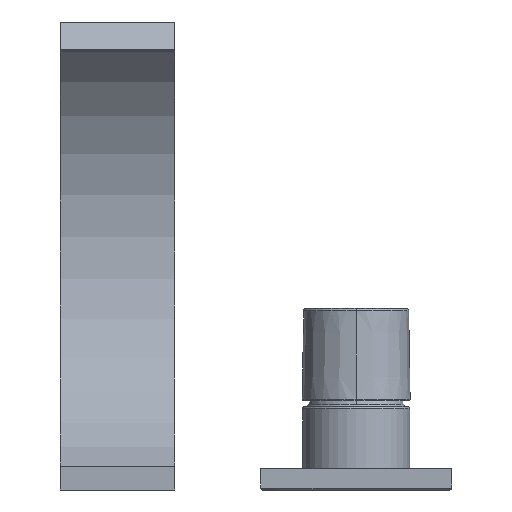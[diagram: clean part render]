
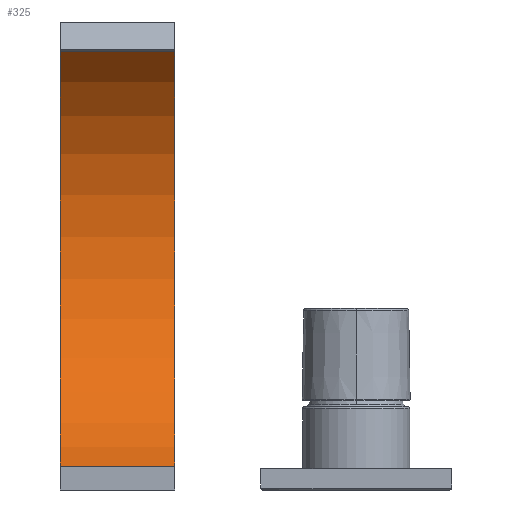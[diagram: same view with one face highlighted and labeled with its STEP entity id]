
A CAD part, front view. The second image highlights one B-rep face of the part: STEP entity #325.
In plain terms, the highlighted cylindrical face has radius 102.728 mm (diameter 205.456 mm), a partial arc.
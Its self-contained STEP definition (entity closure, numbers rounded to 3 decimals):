
#123 = LINE ( 'NONE', #789, #3182 ) ;
#207 = VERTEX_POINT ( 'NONE', #1216 ) ;
#325 = ADVANCED_FACE ( 'NONE', ( #326 ), #1261, .F. ) ;
#326 = FACE_OUTER_BOUND ( 'NONE', #3266, .T. ) ;
#543 = ORIENTED_EDGE ( 'NONE', *, *, #3441, .F. ) ;
#789 = CARTESIAN_POINT ( 'NONE',  ( 24., -40., 10. ) ) ;
#790 = CARTESIAN_POINT ( 'NONE',  ( -24., -77.728, 105.549 ) ) ;
#851 = DIRECTION ( 'NONE',  ( 0., 0., 1. ) ) ;
#940 = AXIS2_PLACEMENT_3D ( 'NONE', #2145, #1251, #1847 ) ;
#1042 = CARTESIAN_POINT ( 'NONE',  ( 24., -11.012, 183.664 ) ) ;
#1074 = VECTOR ( 'NONE', #3076, 1000. ) ;
#1216 = CARTESIAN_POINT ( 'NONE',  ( 24., -11.012, 183.664 ) ) ;
#1251 = DIRECTION ( 'NONE',  ( -1., 0., 0. ) ) ;
#1261 = CYLINDRICAL_SURFACE ( 'NONE', #2408, 102.728 ) ;
#1273 = ORIENTED_EDGE ( 'NONE', *, *, #2010, .T. ) ;
#1316 = DIRECTION ( 'NONE',  ( -1., 0., 0. ) ) ;
#1439 = CARTESIAN_POINT ( 'NONE',  ( 24., -40., 10. ) ) ;
#1568 = LINE ( 'NONE', #1042, #1074 ) ;
#1731 = CARTESIAN_POINT ( 'NONE',  ( -24., -11.012, 183.664 ) ) ;
#1743 = EDGE_CURVE ( 'NONE', #1826, #2584, #3064, .T. ) ;
#1822 = CARTESIAN_POINT ( 'NONE',  ( 24., -77.728, 105.549 ) ) ;
#1826 = VERTEX_POINT ( 'NONE', #1731 ) ;
#1847 = DIRECTION ( 'NONE',  ( 0., 0., 1. ) ) ;
#1851 = EDGE_CURVE ( 'NONE', #207, #3180, #3468, .T. ) ;
#1863 = ORIENTED_EDGE ( 'NONE', *, *, #1743, .T. ) ;
#2010 = EDGE_CURVE ( 'NONE', #207, #1826, #1568, .T. ) ;
#2029 = CARTESIAN_POINT ( 'NONE',  ( -24., -40., 10. ) ) ;
#2111 = AXIS2_PLACEMENT_3D ( 'NONE', #790, #3102, #851 ) ;
#2145 = CARTESIAN_POINT ( 'NONE',  ( 24., -77.728, 105.549 ) ) ;
#2371 = ORIENTED_EDGE ( 'NONE', *, *, #1851, .F. ) ;
#2408 = AXIS2_PLACEMENT_3D ( 'NONE', #1822, #1316, #3330 ) ;
#2584 = VERTEX_POINT ( 'NONE', #2029 ) ;
#2882 = DIRECTION ( 'NONE',  ( -1., 0., 0. ) ) ;
#3064 = CIRCLE ( 'NONE', #2111, 102.728 ) ;
#3076 = DIRECTION ( 'NONE',  ( -1., 0., 0. ) ) ;
#3102 = DIRECTION ( 'NONE',  ( -1., 0., 0. ) ) ;
#3180 = VERTEX_POINT ( 'NONE', #1439 ) ;
#3182 = VECTOR ( 'NONE', #2882, 1000. ) ;
#3266 = EDGE_LOOP ( 'NONE', ( #1863, #543, #2371, #1273 ) ) ;
#3330 = DIRECTION ( 'NONE',  ( 0., 0., 1. ) ) ;
#3441 = EDGE_CURVE ( 'NONE', #3180, #2584, #123, .T. ) ;
#3468 = CIRCLE ( 'NONE', #940, 102.728 ) ;
